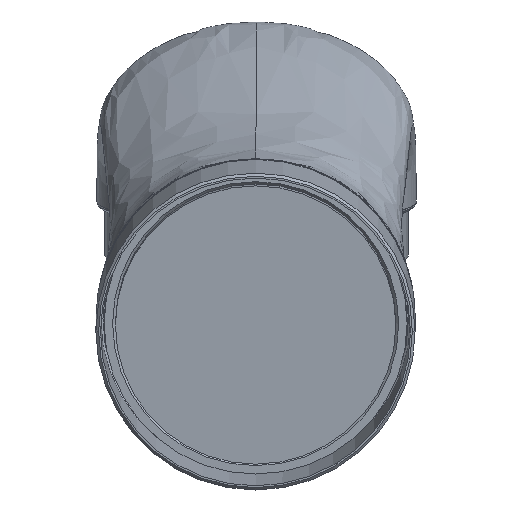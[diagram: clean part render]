
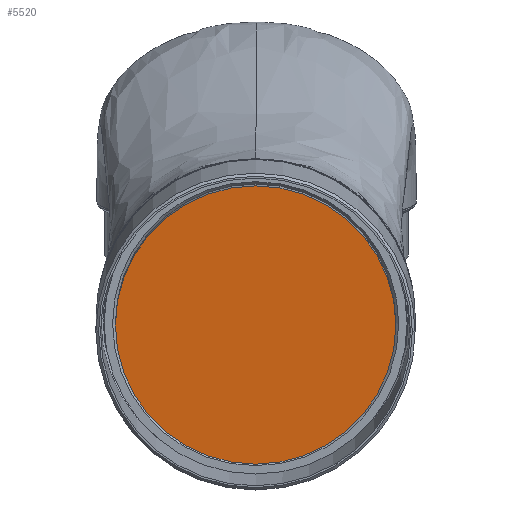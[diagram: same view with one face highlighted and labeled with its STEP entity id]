
A CAD part, top view. The second image highlights one B-rep face of the part: STEP entity #5520.
In plain terms, the highlighted face is planar.
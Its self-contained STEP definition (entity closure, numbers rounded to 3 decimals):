
#334 = ORIENTED_EDGE ( 'NONE', *, *, #8741, .F. ) ;
#506 = CARTESIAN_POINT ( 'NONE',  ( 0., 0., 0. ) ) ;
#1837 = PLANE ( 'NONE',  #2091 ) ;
#2091 = AXIS2_PLACEMENT_3D ( 'NONE', #8747, #3835, #8869 ) ;
#2531 = ORIENTED_EDGE ( 'NONE', *, *, #8275, .F. ) ;
#2539 = DIRECTION ( 'NONE',  ( 0., 0., 1. ) ) ;
#3239 = VERTEX_POINT ( 'NONE', #9923 ) ;
#3835 = DIRECTION ( 'NONE',  ( 0., 1., 0. ) ) ;
#5466 = VERTEX_POINT ( 'NONE', #7967 ) ;
#5520 = ADVANCED_FACE ( 'NONE', ( #10666 ), #1837, .F. ) ;
#6563 = DIRECTION ( 'NONE',  ( 0., 0., 1. ) ) ;
#7274 = EDGE_LOOP ( 'NONE', ( #2531, #334 ) ) ;
#7360 = AXIS2_PLACEMENT_3D ( 'NONE', #12083, #12328, #2539 ) ;
#7528 = DIRECTION ( 'NONE',  ( 0., 1., 0. ) ) ;
#7772 = CIRCLE ( 'NONE', #10443, 30.75 ) ;
#7967 = CARTESIAN_POINT ( 'NONE',  ( 0., 0., 30.75 ) ) ;
#8275 = EDGE_CURVE ( 'NONE', #3239, #5466, #11064, .T. ) ;
#8741 = EDGE_CURVE ( 'NONE', #5466, #3239, #7772, .T. ) ;
#8747 = CARTESIAN_POINT ( 'NONE',  ( 0., 0., 0. ) ) ;
#8869 = DIRECTION ( 'NONE',  ( 1., 0., 0. ) ) ;
#9923 = CARTESIAN_POINT ( 'NONE',  ( 0., 0., -30.75 ) ) ;
#10443 = AXIS2_PLACEMENT_3D ( 'NONE', #506, #7528, #6563 ) ;
#10666 = FACE_OUTER_BOUND ( 'NONE', #7274, .T. ) ;
#11064 = CIRCLE ( 'NONE', #7360, 30.75 ) ;
#12083 = CARTESIAN_POINT ( 'NONE',  ( 0., 0., 0. ) ) ;
#12328 = DIRECTION ( 'NONE',  ( 0., 1., 0. ) ) ;
